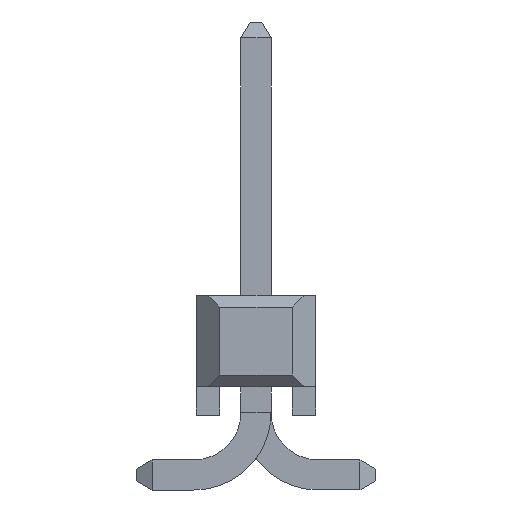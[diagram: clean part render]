
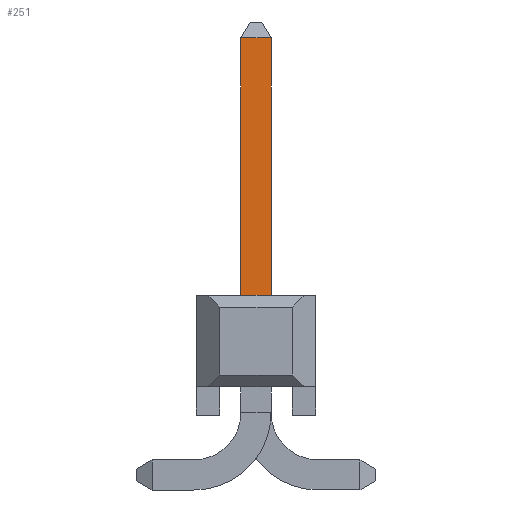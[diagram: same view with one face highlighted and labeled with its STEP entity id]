
A CAD part, left-side view. The second image highlights one B-rep face of the part: STEP entity #251.
In plain terms, the highlighted planar face has unit normal (-1, 0, 0).
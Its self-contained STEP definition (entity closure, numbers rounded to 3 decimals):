
#74 = VERTEX_POINT('',#75);
#75 = CARTESIAN_POINT('',(-11.75,0.32,9.592));
#130 = VERTEX_POINT('',#131);
#131 = CARTESIAN_POINT('',(-11.75,-0.32,9.592));
#153 = EDGE_CURVE('',#130,#74,#154,.T.);
#154 = LINE('',#155,#156);
#155 = CARTESIAN_POINT('',(-11.75,-0.32,9.592));
#156 = VECTOR('',#157,1.);
#157 = DIRECTION('',(0.,1.,0.));
#171 = VERTEX_POINT('',#172);
#172 = CARTESIAN_POINT('',(-11.75,0.32,4.13));
#178 = EDGE_CURVE('',#74,#171,#179,.T.);
#179 = LINE('',#180,#181);
#180 = CARTESIAN_POINT('',(-11.75,0.32,9.592));
#181 = VECTOR('',#182,1.);
#182 = DIRECTION('',(0.,0.,-1.));
#231 = EDGE_CURVE('',#130,#232,#234,.T.);
#232 = VERTEX_POINT('',#233);
#233 = CARTESIAN_POINT('',(-11.75,-0.32,4.13));
#234 = LINE('',#235,#236);
#235 = CARTESIAN_POINT('',(-11.75,-0.32,9.592));
#236 = VECTOR('',#237,1.);
#237 = DIRECTION('',(0.,0.,-1.));
#251 = ADVANCED_FACE('',(#252),#271,.T.);
#252 = FACE_BOUND('',#253,.T.);
#253 = EDGE_LOOP('',(#254,#262,#263,#264,#265));
#254 = ORIENTED_EDGE('',*,*,#255,.F.);
#255 = EDGE_CURVE('',#232,#256,#258,.T.);
#256 = VERTEX_POINT('',#257);
#257 = CARTESIAN_POINT('',(-11.75,-0.307,4.13));
#258 = LINE('',#259,#260);
#259 = CARTESIAN_POINT('',(-11.75,-0.16,4.13));
#260 = VECTOR('',#261,1.);
#261 = DIRECTION('',(0.,1.,0.));
#262 = ORIENTED_EDGE('',*,*,#231,.F.);
#263 = ORIENTED_EDGE('',*,*,#153,.T.);
#264 = ORIENTED_EDGE('',*,*,#178,.T.);
#265 = ORIENTED_EDGE('',*,*,#266,.T.);
#266 = EDGE_CURVE('',#171,#256,#267,.T.);
#267 = LINE('',#268,#269);
#268 = CARTESIAN_POINT('',(-11.75,0.32,4.13));
#269 = VECTOR('',#270,1.);
#270 = DIRECTION('',(0.,-1.,0.));
#271 = PLANE('',#272);
#272 = AXIS2_PLACEMENT_3D('',#273,#274,#275);
#273 = CARTESIAN_POINT('',(-11.75,-0.32,9.93));
#274 = DIRECTION('',(-1.,0.,0.));
#275 = DIRECTION('',(0.,1.,0.));
